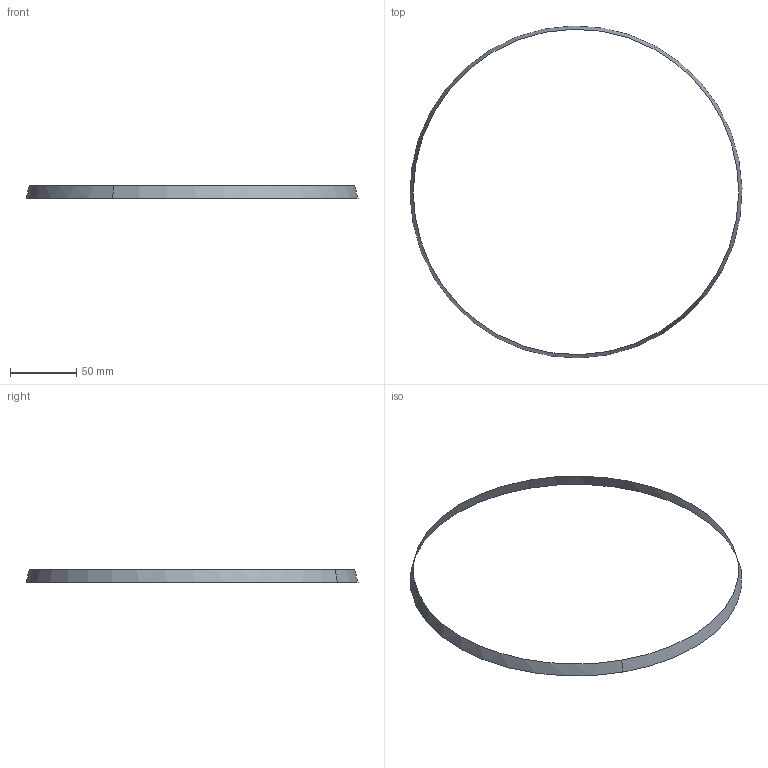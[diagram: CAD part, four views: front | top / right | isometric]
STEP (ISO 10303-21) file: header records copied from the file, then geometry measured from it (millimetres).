
FILE_DESCRIPTION(('CATIA V5 STEP Exchange'),'2;1');
FILE_NAME('H_Stiffeners_1.stp','2021-11-25T20:00:46+00:00',('none'),('none'),'CATIA Version 5 Release 21 GA (IN-10)','CATIA V5 STEP AP203','none');
FILE_SCHEMA(('CONFIG_CONTROL_DESIGN'));
Length unit declared in the file: millimetre
Products named in the file (1): TroncoConov2
Bounding box: 249.93 x 249.93 x 9.33 mm (x, y, z)
Surface area: 7510.7 mm2 (no closed solid volume)
Topology: 0 solids, 1 shells, 2 faces, 8 edges, 6 vertices
Faces by surface type: cone 2
Entity records: 123 total; most frequent: CARTESIAN_POINT 16, DIRECTION 10, ORIENTED_EDGE 10, AXIS2_PLACEMENT_3D 8, EDGE_CURVE 8, CIRCLE 6, VERTEX_POINT 6, CC_DESIGN_PERSON_AND_ORGANIZATION_ASSIGNMENT 4
